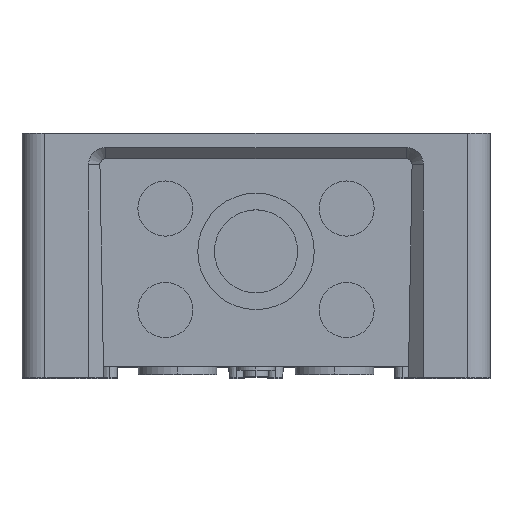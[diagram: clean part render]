
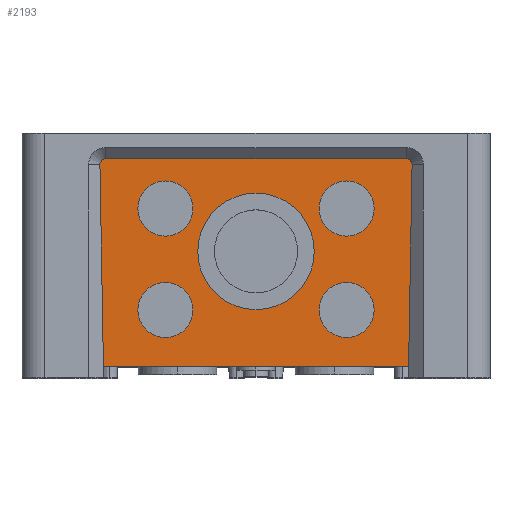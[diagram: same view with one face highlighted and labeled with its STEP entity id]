
A CAD part, top view. The second image highlights one B-rep face of the part: STEP entity #2193.
In plain terms, the highlighted planar face has unit normal (0, -0.018, 1).
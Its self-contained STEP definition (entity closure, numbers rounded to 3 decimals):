
#187=(
BOUNDED_CURVE()
B_SPLINE_CURVE(3,(#17696,#17697,#17698,#17699),.UNSPECIFIED.,.F.,.F.)
B_SPLINE_CURVE_WITH_KNOTS((4,4),(0.,1.),.UNSPECIFIED.)
CURVE()
GEOMETRIC_REPRESENTATION_ITEM()
RATIONAL_B_SPLINE_CURVE((1.,0.801,0.801,1.))
REPRESENTATION_ITEM('')
);
#188=(
BOUNDED_CURVE()
B_SPLINE_CURVE(3,(#17703,#17704,#17705,#17706),.UNSPECIFIED.,.F.,.F.)
B_SPLINE_CURVE_WITH_KNOTS((4,4),(0.,1.),.UNSPECIFIED.)
CURVE()
GEOMETRIC_REPRESENTATION_ITEM()
RATIONAL_B_SPLINE_CURVE((1.,0.801,0.801,1.))
REPRESENTATION_ITEM('')
);
#705=LINE('',#16548,#1387);
#709=LINE('',#16557,#1391);
#967=LINE('',#17695,#1649);
#968=LINE('',#17701,#1650);
#1387=VECTOR('',#12894,1.);
#1391=VECTOR('',#12900,1.);
#1649=VECTOR('',#13932,1.);
#1650=VECTOR('',#13933,1.);
#2193=ADVANCED_FACE('',(#3706,#3707,#3708,#3709,#3183,#3710),#2783,.T.);
#2783=PLANE('',#11751);
#3183=FACE_OUTER_BOUND('',#4092,.T.);
#3706=FACE_BOUND('',#4088,.T.);
#3707=FACE_BOUND('',#4089,.T.);
#3708=FACE_BOUND('',#4090,.T.);
#3709=FACE_BOUND('',#4091,.T.);
#3710=FACE_BOUND('',#4093,.T.);
#4088=EDGE_LOOP('',(#5529));
#4089=EDGE_LOOP('',(#5530));
#4090=EDGE_LOOP('',(#5531));
#4091=EDGE_LOOP('',(#5532));
#4092=EDGE_LOOP('',(#5533,#5534,#5535,#5536,#5537,#5538));
#4093=EDGE_LOOP('',(#5539));
#5529=ORIENTED_EDGE('',*,*,#9623,.F.);
#5530=ORIENTED_EDGE('',*,*,#9624,.F.);
#5531=ORIENTED_EDGE('',*,*,#9625,.F.);
#5532=ORIENTED_EDGE('',*,*,#9626,.F.);
#5533=ORIENTED_EDGE('',*,*,#9097,.T.);
#5534=ORIENTED_EDGE('',*,*,#9627,.T.);
#5535=ORIENTED_EDGE('',*,*,#9093,.F.);
#5536=ORIENTED_EDGE('',*,*,#9628,.F.);
#5537=ORIENTED_EDGE('',*,*,#9629,.F.);
#5538=ORIENTED_EDGE('',*,*,#9630,.F.);
#5539=ORIENTED_EDGE('',*,*,#9631,.F.);
#7998=VERTEX_POINT('',#16541);
#8001=VERTEX_POINT('',#16547);
#8005=VERTEX_POINT('',#16556);
#8006=VERTEX_POINT('',#16558);
#8375=VERTEX_POINT('',#17688);
#8376=VERTEX_POINT('',#17690);
#8377=VERTEX_POINT('',#17692);
#8378=VERTEX_POINT('',#17694);
#8379=VERTEX_POINT('',#17700);
#8380=VERTEX_POINT('',#17702);
#8381=VERTEX_POINT('',#17708);
#9093=EDGE_CURVE('',#8001,#7998,#705,.T.);
#9097=EDGE_CURVE('',#8006,#8005,#709,.T.);
#9623=EDGE_CURVE('',#8375,#8375,#10881,.T.);
#9624=EDGE_CURVE('',#8376,#8376,#10882,.T.);
#9625=EDGE_CURVE('',#8377,#8377,#10883,.T.);
#9626=EDGE_CURVE('',#8378,#8378,#10884,.T.);
#9627=EDGE_CURVE('',#8005,#7998,#967,.T.);
#9628=EDGE_CURVE('',#8379,#8001,#187,.T.);
#9629=EDGE_CURVE('',#8380,#8379,#968,.T.);
#9630=EDGE_CURVE('',#8006,#8380,#188,.T.);
#9631=EDGE_CURVE('',#8381,#8381,#10885,.T.);
#10881=CIRCLE('',#11746,15.203);
#10882=CIRCLE('',#11747,7.203);
#10883=CIRCLE('',#11748,7.203);
#10884=CIRCLE('',#11749,7.203);
#10885=CIRCLE('',#11750,7.203);
#11746=AXIS2_PLACEMENT_3D('',#17687,#13924,#13925);
#11747=AXIS2_PLACEMENT_3D('',#17689,#13926,#13927);
#11748=AXIS2_PLACEMENT_3D('',#17691,#13928,#13929);
#11749=AXIS2_PLACEMENT_3D('',#17693,#13930,#13931);
#11750=AXIS2_PLACEMENT_3D('',#17707,#13934,#13935);
#11751=AXIS2_PLACEMENT_3D('',#17709,#13936,#13937);
#12894=DIRECTION('',(-0.017,-1.,-0.017));
#12900=DIRECTION('',(0.017,-1.,-0.017));
#13924=DIRECTION('',(0.,-0.017,1.));
#13925=DIRECTION('',(0.,-1.,-0.017));
#13926=DIRECTION('',(0.,-0.017,1.));
#13927=DIRECTION('',(0.,-1.,-0.017));
#13928=DIRECTION('',(0.,-0.017,1.));
#13929=DIRECTION('',(0.,-1.,-0.017));
#13930=DIRECTION('',(0.,-0.017,1.));
#13931=DIRECTION('',(0.,-1.,-0.017));
#13932=DIRECTION('',(1.,0.,0.));
#13933=DIRECTION('',(1.,0.,0.));
#13934=DIRECTION('',(0.,-0.017,1.));
#13935=DIRECTION('',(0.,-1.,-0.017));
#13936=DIRECTION('',(0.,-0.017,1.));
#13937=DIRECTION('',(0.,-1.,-0.017));
#16541=CARTESIAN_POINT('',(39.837,-60.9,89.737));
#16547=CARTESIAN_POINT('',(40.755,-8.3,90.655));
#16548=CARTESIAN_POINT('',(40.757,-8.197,90.657));
#16556=CARTESIAN_POINT('',(-39.837,-60.9,89.737));
#16557=CARTESIAN_POINT('',(-40.757,-8.197,90.657));
#16558=CARTESIAN_POINT('',(-40.755,-8.3,90.655));
#17687=CARTESIAN_POINT('',(0.,-30.905,90.261));
#17688=CARTESIAN_POINT('',(0.,-46.105,89.995));
#17689=CARTESIAN_POINT('',(-23.655,-19.715,90.456));
#17690=CARTESIAN_POINT('',(-23.655,-26.917,90.33));
#17691=CARTESIAN_POINT('',(23.655,-19.715,90.456));
#17692=CARTESIAN_POINT('',(23.655,-26.917,90.33));
#17693=CARTESIAN_POINT('',(23.655,-46.213,89.993));
#17694=CARTESIAN_POINT('',(23.655,-53.415,89.868));
#17695=CARTESIAN_POINT('',(-61.1,-60.9,89.737));
#17696=CARTESIAN_POINT('',(39.2,-6.717,90.683));
#17697=CARTESIAN_POINT('',(40.124,-6.717,90.683));
#17698=CARTESIAN_POINT('',(40.771,-7.376,90.671));
#17699=CARTESIAN_POINT('',(40.755,-8.3,90.655));
#17700=CARTESIAN_POINT('',(39.2,-6.717,90.683));
#17701=CARTESIAN_POINT('',(-39.2,-6.717,90.683));
#17702=CARTESIAN_POINT('',(-39.2,-6.717,90.683));
#17703=CARTESIAN_POINT('',(-40.755,-8.3,90.655));
#17704=CARTESIAN_POINT('',(-40.771,-7.376,90.671));
#17705=CARTESIAN_POINT('',(-40.124,-6.717,90.683));
#17706=CARTESIAN_POINT('',(-39.2,-6.717,90.683));
#17707=CARTESIAN_POINT('',(-23.655,-46.213,89.993));
#17708=CARTESIAN_POINT('',(-23.655,-53.415,89.868));
#17709=CARTESIAN_POINT('',(0.,-30.905,90.261));
